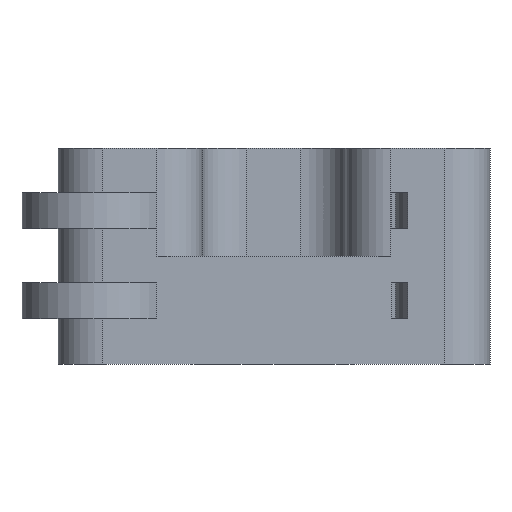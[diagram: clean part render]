
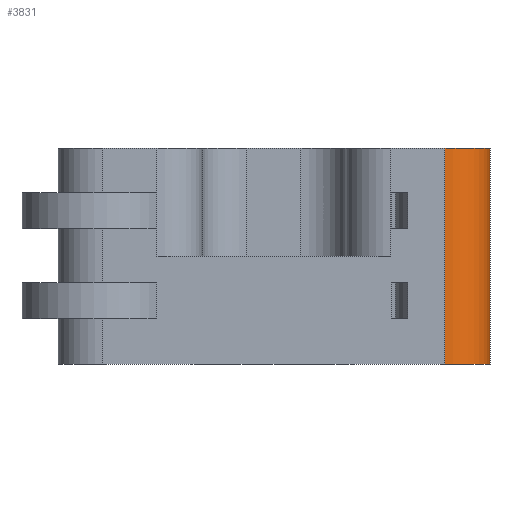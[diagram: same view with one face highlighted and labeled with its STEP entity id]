
A CAD part, front view. The second image highlights one B-rep face of the part: STEP entity #3831.
In plain terms, the highlighted cylindrical face has radius 5 mm (diameter 10 mm), a partial arc.
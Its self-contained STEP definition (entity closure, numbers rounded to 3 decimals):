
#44 = PLANE('',#45);
#45 = AXIS2_PLACEMENT_3D('',#46,#47,#48);
#46 = CARTESIAN_POINT('',(-24.,-26.,0.));
#47 = DIRECTION('',(0.,0.,1.));
#48 = DIRECTION('',(1.,0.,0.));
#100 = PLANE('',#101);
#101 = AXIS2_PLACEMENT_3D('',#102,#103,#104);
#102 = CARTESIAN_POINT('',(-24.,-26.,-24.));
#103 = DIRECTION('',(0.,0.,1.));
#104 = DIRECTION('',(1.,0.,0.));
#471 = PLANE('',#472);
#472 = AXIS2_PLACEMENT_3D('',#473,#474,#475);
#473 = CARTESIAN_POINT('',(-24.,-26.,-24.));
#474 = DIRECTION('',(0.,1.,0.));
#475 = DIRECTION('',(0.,0.,1.));
#682 = VERTEX_POINT('',#683);
#683 = CARTESIAN_POINT('',(19.,-26.,0.));
#704 = EDGE_CURVE('',#705,#682,#707,.T.);
#705 = VERTEX_POINT('',#706);
#706 = CARTESIAN_POINT('',(24.,-21.,0.));
#707 = SURFACE_CURVE('',#708,(#713,#724),.PCURVE_S1.);
#708 = CIRCLE('',#709,5.);
#709 = AXIS2_PLACEMENT_3D('',#710,#711,#712);
#710 = CARTESIAN_POINT('',(19.,-21.,0.));
#711 = DIRECTION('',(-0.,-0.,-1.));
#712 = DIRECTION('',(0.,-1.,0.));
#713 = PCURVE('',#44,#714);
#714 = DEFINITIONAL_REPRESENTATION('',(#715),#723);
#715 = ( BOUNDED_CURVE() B_SPLINE_CURVE(2,(#716,#717,#718,#719,#720,#721
,#722),.UNSPECIFIED.,.T.,.F.) B_SPLINE_CURVE_WITH_KNOTS((1,2,2,2,2,1),(
    -2.094,0.,2.094,4.189,6.283,
8.378),.UNSPECIFIED.) CURVE() GEOMETRIC_REPRESENTATION_ITEM() 
RATIONAL_B_SPLINE_CURVE((1.,0.5,1.,0.5,1.,0.5,1.)) REPRESENTATION_ITEM(
  '') );
#716 = CARTESIAN_POINT('',(43.,0.));
#717 = CARTESIAN_POINT('',(34.34,0.));
#718 = CARTESIAN_POINT('',(38.67,7.5));
#719 = CARTESIAN_POINT('',(43.,15.));
#720 = CARTESIAN_POINT('',(47.33,7.5));
#721 = CARTESIAN_POINT('',(51.66,0.));
#722 = CARTESIAN_POINT('',(43.,0.));
#723 = ( GEOMETRIC_REPRESENTATION_CONTEXT(2) 
PARAMETRIC_REPRESENTATION_CONTEXT() REPRESENTATION_CONTEXT('2D SPACE',''
  ) );
#724 = PCURVE('',#725,#730);
#725 = CYLINDRICAL_SURFACE('',#726,5.);
#726 = AXIS2_PLACEMENT_3D('',#727,#728,#729);
#727 = CARTESIAN_POINT('',(19.,-21.,-24.));
#728 = DIRECTION('',(0.,0.,1.));
#729 = DIRECTION('',(1.,0.,0.));
#730 = DEFINITIONAL_REPRESENTATION('',(#731),#735);
#731 = LINE('',#732,#733);
#732 = CARTESIAN_POINT('',(4.712,24.));
#733 = VECTOR('',#734,1.);
#734 = DIRECTION('',(-1.,0.));
#735 = ( GEOMETRIC_REPRESENTATION_CONTEXT(2) 
PARAMETRIC_REPRESENTATION_CONTEXT() REPRESENTATION_CONTEXT('2D SPACE',''
  ) );
#753 = PLANE('',#754);
#754 = AXIS2_PLACEMENT_3D('',#755,#756,#757);
#755 = CARTESIAN_POINT('',(24.,-26.,-24.));
#756 = DIRECTION('',(1.,0.,0.));
#757 = DIRECTION('',(0.,0.,1.));
#1455 = VERTEX_POINT('',#1456);
#1456 = CARTESIAN_POINT('',(19.,-26.,-24.));
#1477 = EDGE_CURVE('',#1478,#1455,#1480,.T.);
#1478 = VERTEX_POINT('',#1479);
#1479 = CARTESIAN_POINT('',(24.,-21.,-24.));
#1480 = SURFACE_CURVE('',#1481,(#1486,#1497),.PCURVE_S1.);
#1481 = CIRCLE('',#1482,5.);
#1482 = AXIS2_PLACEMENT_3D('',#1483,#1484,#1485);
#1483 = CARTESIAN_POINT('',(19.,-21.,-24.));
#1484 = DIRECTION('',(-0.,-0.,-1.));
#1485 = DIRECTION('',(0.,-1.,0.));
#1486 = PCURVE('',#100,#1487);
#1487 = DEFINITIONAL_REPRESENTATION('',(#1488),#1496);
#1488 = ( BOUNDED_CURVE() B_SPLINE_CURVE(2,(#1489,#1490,#1491,#1492,
#1493,#1494,#1495),.UNSPECIFIED.,.T.,.F.) B_SPLINE_CURVE_WITH_KNOTS((1,2
    ,2,2,2,1),(-2.094,0.,2.094,4.189,
6.283,8.378),.UNSPECIFIED.) CURVE() 
GEOMETRIC_REPRESENTATION_ITEM() RATIONAL_B_SPLINE_CURVE((1.,0.5,1.,0.5,
1.,0.5,1.)) REPRESENTATION_ITEM('') );
#1489 = CARTESIAN_POINT('',(43.,0.));
#1490 = CARTESIAN_POINT('',(34.34,0.));
#1491 = CARTESIAN_POINT('',(38.67,7.5));
#1492 = CARTESIAN_POINT('',(43.,15.));
#1493 = CARTESIAN_POINT('',(47.33,7.5));
#1494 = CARTESIAN_POINT('',(51.66,0.));
#1495 = CARTESIAN_POINT('',(43.,0.));
#1496 = ( GEOMETRIC_REPRESENTATION_CONTEXT(2) 
PARAMETRIC_REPRESENTATION_CONTEXT() REPRESENTATION_CONTEXT('2D SPACE',''
  ) );
#1497 = PCURVE('',#725,#1498);
#1498 = DEFINITIONAL_REPRESENTATION('',(#1499),#1503);
#1499 = LINE('',#1500,#1501);
#1500 = CARTESIAN_POINT('',(4.712,-0.));
#1501 = VECTOR('',#1502,1.);
#1502 = DIRECTION('',(-1.,0.));
#1503 = ( GEOMETRIC_REPRESENTATION_CONTEXT(2) 
PARAMETRIC_REPRESENTATION_CONTEXT() REPRESENTATION_CONTEXT('2D SPACE',''
  ) );
#2526 = EDGE_CURVE('',#1455,#682,#2527,.T.);
#2527 = SURFACE_CURVE('',#2528,(#2532,#2539),.PCURVE_S1.);
#2528 = LINE('',#2529,#2530);
#2529 = CARTESIAN_POINT('',(19.,-26.,-24.));
#2530 = VECTOR('',#2531,1.);
#2531 = DIRECTION('',(0.,0.,1.));
#2532 = PCURVE('',#471,#2533);
#2533 = DEFINITIONAL_REPRESENTATION('',(#2534),#2538);
#2534 = LINE('',#2535,#2536);
#2535 = CARTESIAN_POINT('',(0.,43.));
#2536 = VECTOR('',#2537,1.);
#2537 = DIRECTION('',(1.,0.));
#2538 = ( GEOMETRIC_REPRESENTATION_CONTEXT(2) 
PARAMETRIC_REPRESENTATION_CONTEXT() REPRESENTATION_CONTEXT('2D SPACE',''
  ) );
#2539 = PCURVE('',#725,#2540);
#2540 = DEFINITIONAL_REPRESENTATION('',(#2541),#2545);
#2541 = LINE('',#2542,#2543);
#2542 = CARTESIAN_POINT('',(-1.571,0.));
#2543 = VECTOR('',#2544,1.);
#2544 = DIRECTION('',(-0.,1.));
#2545 = ( GEOMETRIC_REPRESENTATION_CONTEXT(2) 
PARAMETRIC_REPRESENTATION_CONTEXT() REPRESENTATION_CONTEXT('2D SPACE',''
  ) );
#3831 = ADVANCED_FACE('',(#3832),#725,.T.);
#3832 = FACE_BOUND('',#3833,.F.);
#3833 = EDGE_LOOP('',(#3834,#3835,#3836,#3837));
#3834 = ORIENTED_EDGE('',*,*,#1477,.T.);
#3835 = ORIENTED_EDGE('',*,*,#2526,.T.);
#3836 = ORIENTED_EDGE('',*,*,#704,.F.);
#3837 = ORIENTED_EDGE('',*,*,#3838,.F.);
#3838 = EDGE_CURVE('',#1478,#705,#3839,.T.);
#3839 = SURFACE_CURVE('',#3840,(#3844,#3851),.PCURVE_S1.);
#3840 = LINE('',#3841,#3842);
#3841 = CARTESIAN_POINT('',(24.,-21.,-24.));
#3842 = VECTOR('',#3843,1.);
#3843 = DIRECTION('',(0.,0.,1.));
#3844 = PCURVE('',#725,#3845);
#3845 = DEFINITIONAL_REPRESENTATION('',(#3846),#3850);
#3846 = LINE('',#3847,#3848);
#3847 = CARTESIAN_POINT('',(-0.,0.));
#3848 = VECTOR('',#3849,1.);
#3849 = DIRECTION('',(-0.,1.));
#3850 = ( GEOMETRIC_REPRESENTATION_CONTEXT(2) 
PARAMETRIC_REPRESENTATION_CONTEXT() REPRESENTATION_CONTEXT('2D SPACE',''
  ) );
#3851 = PCURVE('',#753,#3852);
#3852 = DEFINITIONAL_REPRESENTATION('',(#3853),#3857);
#3853 = LINE('',#3854,#3855);
#3854 = CARTESIAN_POINT('',(0.,-5.));
#3855 = VECTOR('',#3856,1.);
#3856 = DIRECTION('',(1.,0.));
#3857 = ( GEOMETRIC_REPRESENTATION_CONTEXT(2) 
PARAMETRIC_REPRESENTATION_CONTEXT() REPRESENTATION_CONTEXT('2D SPACE',''
  ) );
